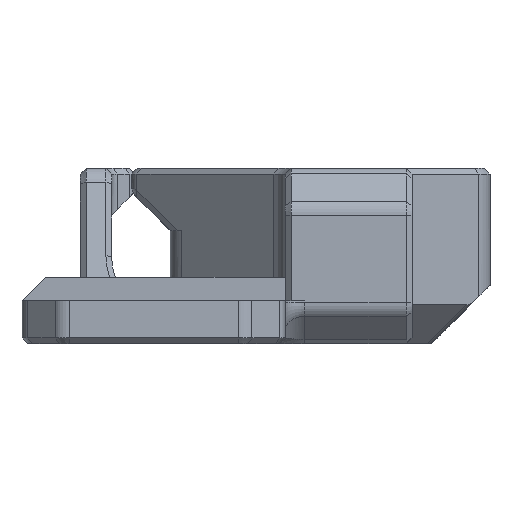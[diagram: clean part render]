
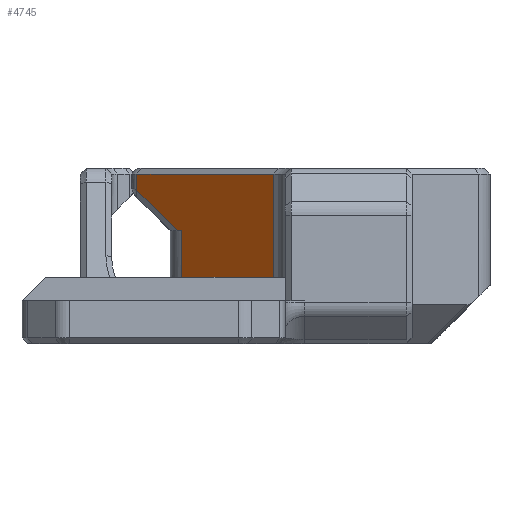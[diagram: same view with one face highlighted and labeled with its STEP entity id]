
A CAD part, left-side view. The second image highlights one B-rep face of the part: STEP entity #4745.
In plain terms, the highlighted planar face has unit normal (-0.707, 0.707, 0).
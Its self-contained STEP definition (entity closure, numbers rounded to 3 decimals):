
#15=(
BOUNDED_CURVE()
B_SPLINE_CURVE(2,(#10035,#10036,#10037),.UNSPECIFIED.,.F.,.F.)
B_SPLINE_CURVE_WITH_KNOTS((3,3),(-1.129,-0.351),
 .UNSPECIFIED.)
CURVE()
GEOMETRIC_REPRESENTATION_ITEM()
RATIONAL_B_SPLINE_CURVE((4.75,4.75,2.969))
REPRESENTATION_ITEM('')
);
#650=FACE_OUTER_BOUND('',#938,.T.);
#938=EDGE_LOOP('',(#4229,#4230,#4231,#4232,#4233,#4234,#4235,#4236,#4237));
#1291=LINE('',#9004,#1746);
#1305=LINE('',#9071,#1760);
#1315=LINE('',#9498,#1770);
#1389=LINE('',#10063,#1844);
#1392=LINE('',#10074,#1847);
#1397=LINE('',#10090,#1852);
#1398=LINE('',#10092,#1853);
#1399=LINE('',#10094,#1854);
#1746=VECTOR('',#6047,1000.);
#1760=VECTOR('',#6089,1000.);
#1770=VECTOR('',#6129,1000.);
#1844=VECTOR('',#6335,1000.);
#1847=VECTOR('',#6350,1000.);
#1852=VECTOR('',#6377,1000.);
#1853=VECTOR('',#6380,1000.);
#1854=VECTOR('',#6383,1000.);
#2122=VERTEX_POINT('',#7956);
#2204=VERTEX_POINT('',#8978);
#2205=VERTEX_POINT('',#9001);
#2217=VERTEX_POINT('',#9067);
#2273=VERTEX_POINT('',#10033);
#2274=VERTEX_POINT('',#10034);
#2276=VERTEX_POINT('',#10059);
#2278=VERTEX_POINT('',#10062);
#2280=VERTEX_POINT('',#10073);
#2788=EDGE_CURVE('',#2204,#2205,#1291,.T.);
#2809=EDGE_CURVE('',#2122,#2217,#1305,.T.);
#2829=EDGE_CURVE('',#2217,#2204,#1315,.T.);
#2924=EDGE_CURVE('',#2273,#2274,#15,.T.);
#2938=EDGE_CURVE('',#2278,#2276,#1389,.T.);
#2944=EDGE_CURVE('',#2280,#2122,#1392,.T.);
#2950=EDGE_CURVE('',#2276,#2273,#1397,.T.);
#2951=EDGE_CURVE('',#2274,#2280,#1398,.T.);
#2952=EDGE_CURVE('',#2205,#2278,#1399,.T.);
#4229=ORIENTED_EDGE('',*,*,#2944,.T.);
#4230=ORIENTED_EDGE('',*,*,#2809,.T.);
#4231=ORIENTED_EDGE('',*,*,#2829,.T.);
#4232=ORIENTED_EDGE('',*,*,#2788,.T.);
#4233=ORIENTED_EDGE('',*,*,#2952,.T.);
#4234=ORIENTED_EDGE('',*,*,#2938,.T.);
#4235=ORIENTED_EDGE('',*,*,#2950,.T.);
#4236=ORIENTED_EDGE('',*,*,#2924,.T.);
#4237=ORIENTED_EDGE('',*,*,#2951,.T.);
#4485=PLANE('',#5158);
#4745=ADVANCED_FACE('',(#650),#4485,.F.);
#5158=AXIS2_PLACEMENT_3D('',#10093,#6381,#6382);
#6047=DIRECTION('',(-0.577,-0.577,-0.577));
#6089=DIRECTION('',(0.707,0.707,0.));
#6129=DIRECTION('',(0.,0.,-1.));
#6335=DIRECTION('',(0.,0.,-1.));
#6350=DIRECTION('',(0.,0.,1.));
#6377=DIRECTION('',(-0.707,-0.707,0.));
#6380=DIRECTION('',(-0.707,-0.707,0.));
#6381=DIRECTION('center_axis',(0.707,-0.707,0.));
#6382=DIRECTION('ref_axis',(0.707,0.707,0.));
#6383=DIRECTION('',(-0.707,-0.707,0.));
#7956=CARTESIAN_POINT('',(-13.314,7.086,8.7));
#8978=CARTESIAN_POINT('',(-6.293,14.107,7.875));
#9001=CARTESIAN_POINT('',(-8.367,12.033,5.8));
#9004=CARTESIAN_POINT('',(-8.122,12.278,6.045));
#9067=CARTESIAN_POINT('',(-6.293,14.107,8.7));
#9071=CARTESIAN_POINT('',(-8.,12.4,8.7));
#9498=CARTESIAN_POINT('',(-6.293,14.107,7.8));
#10033=CARTESIAN_POINT('',(-11.093,9.307,2.2));
#10034=CARTESIAN_POINT('',(-12.479,7.921,3.4));
#10035=CARTESIAN_POINT('Ctrl Pts',(-11.093,9.307,2.2));
#10036=CARTESIAN_POINT('Ctrl Pts',(-11.526,8.874,2.2));
#10037=CARTESIAN_POINT('Ctrl Pts',(-12.479,7.921,3.4));
#10059=CARTESIAN_POINT('',(-8.586,11.814,2.2));
#10062=CARTESIAN_POINT('',(-8.586,11.814,5.8));
#10063=CARTESIAN_POINT('',(-8.586,11.814,-30.238));
#10073=CARTESIAN_POINT('',(-13.314,7.086,3.4));
#10074=CARTESIAN_POINT('',(-13.314,7.086,9.));
#10090=CARTESIAN_POINT('',(-11.093,9.307,2.2));
#10092=CARTESIAN_POINT('',(-8.,12.4,3.4));
#10093=CARTESIAN_POINT('Origin',(-8.,12.4,-30.238));
#10094=CARTESIAN_POINT('',(-8.,12.4,5.8));
